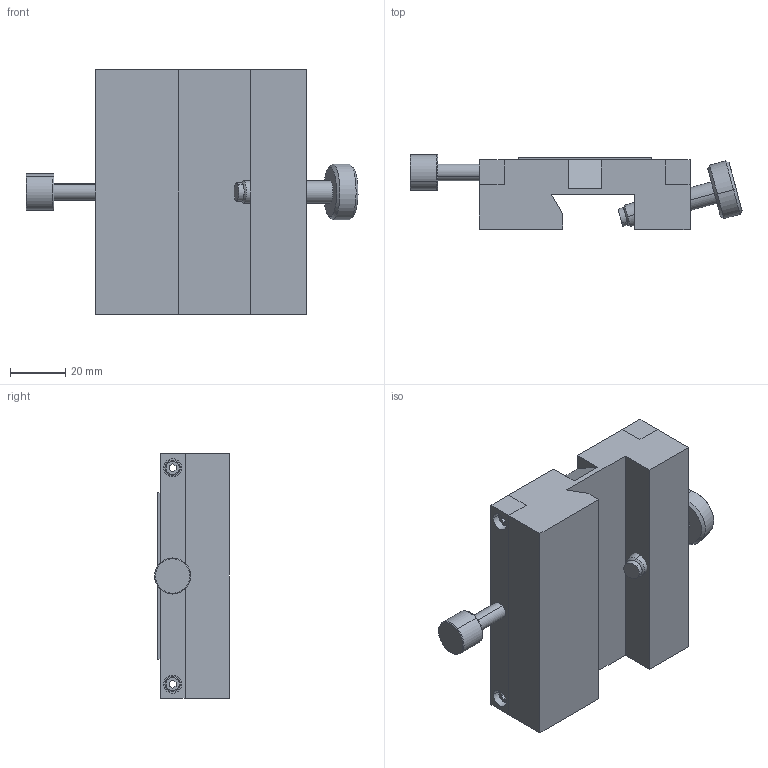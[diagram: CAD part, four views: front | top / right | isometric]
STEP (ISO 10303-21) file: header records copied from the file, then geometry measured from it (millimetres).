
FILE_DESCRIPTION (( 'STEP AP203' ), '1' );
FILE_NAME ('RACA-4.step', '2019-05-09T09:10:36', ( '' ), ( '' ), 'SwSTEP 2.0', 'SolidWorks 2016', '' );
FILE_SCHEMA (( 'CONFIG_CONTROL_DESIGN' ));
Length unit declared in the file: millimetre
Products named in the file (1): RACA-4
Bounding box: 119.73 x 27 x 88 mm (x, y, z)
Surface area: 36466.2 mm2 (no closed solid volume)
Topology: 0 solids, 27 shells, 219 faces, 897 edges, 696 vertices
Faces by surface type: plane 102, cylinder 79, cone 24, torus 12, sphere 2
Entity records: 9418 total; most frequent: CARTESIAN_POINT 1902, DIRECTION 1568, ORIENTED_EDGE 1266, EDGE_CURVE 893, VERTEX_POINT 694, LINE 636, VECTOR 636, AXIS2_PLACEMENT_3D 466
